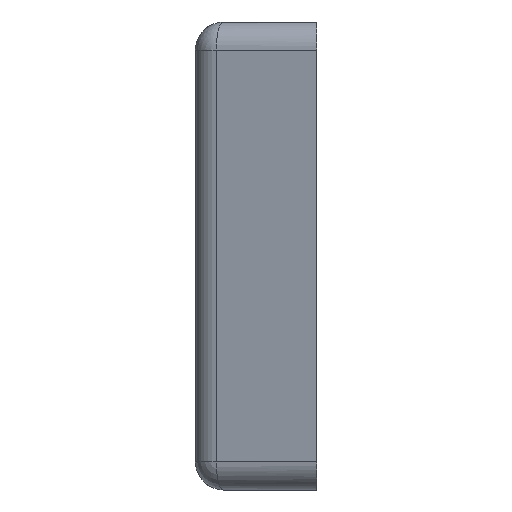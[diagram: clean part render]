
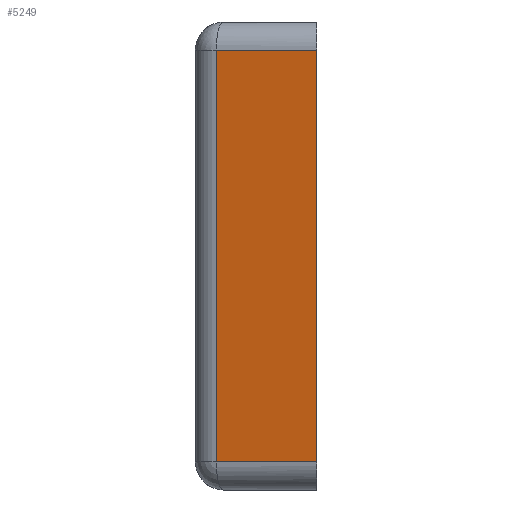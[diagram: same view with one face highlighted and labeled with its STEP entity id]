
A CAD part, left-side view. The second image highlights one B-rep face of the part: STEP entity #5249.
In plain terms, the highlighted planar face has unit normal (-0.966, 0.259, 0).
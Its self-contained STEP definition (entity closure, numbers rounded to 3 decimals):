
#147=CARTESIAN_POINT('',(-351.5,0.,36.5));
#185=CARTESIAN_POINT('',(-351.5,0.,-36.5));
#195=DIRECTION('',(0.259,0.966,0.));
#196=VECTOR('',#195,18.422);
#197=CARTESIAN_POINT('',(-351.5,0.,36.5));
#198=LINE('',#197,#196);
#199=DIRECTION('',(0.,0.,-1.));
#200=VECTOR('',#199,73.);
#201=CARTESIAN_POINT('',(-351.5,0.,36.5));
#202=LINE('',#201,#200);
#203=DIRECTION('',(0.,0.,1.));
#204=VECTOR('',#203,73.);
#205=CARTESIAN_POINT('',(-346.732,17.794,-36.5));
#206=LINE('',#205,#204);
#207=DIRECTION('',(-0.259,-0.966,0.));
#208=VECTOR('',#207,18.422);
#209=CARTESIAN_POINT('',(-346.732,17.794,-36.5));
#210=LINE('',#209,#208);
#4212=VERTEX_POINT('',#147);
#4216=VERTEX_POINT('',#185);
#4230=CARTESIAN_POINT('',(-346.732,17.794,36.5));
#4231=VERTEX_POINT('',#4230);
#4234=CARTESIAN_POINT('',(-346.732,17.794,-36.5));
#4235=VERTEX_POINT('',#4234);
#5236=CARTESIAN_POINT('',(-345.739,21.5,-41.5));
#5237=DIRECTION('',(-0.966,0.259,0.));
#5238=DIRECTION('',(-0.259,-0.966,0.));
#5239=AXIS2_PLACEMENT_3D('',#5236,#5237,#5238);
#5240=PLANE('',#5239);
#5241=ORIENTED_EDGE('',*,*,#5227,.F.);
#5242=ORIENTED_EDGE('',*,*,#5198,.T.);
#5244=ORIENTED_EDGE('',*,*,#5243,.F.);
#5246=ORIENTED_EDGE('',*,*,#5245,.T.);
#5247=EDGE_LOOP('',(#5241,#5242,#5244,#5246));
#5248=FACE_OUTER_BOUND('',#5247,.F.);
#5249=ADVANCED_FACE('',(#5248),#5240,.T.);
#5198=EDGE_CURVE('',#4212,#4216,#202,.T.);
#5227=EDGE_CURVE('',#4212,#4231,#198,.T.);
#5243=EDGE_CURVE('',#4235,#4216,#210,.T.);
#5245=EDGE_CURVE('',#4235,#4231,#206,.T.);
